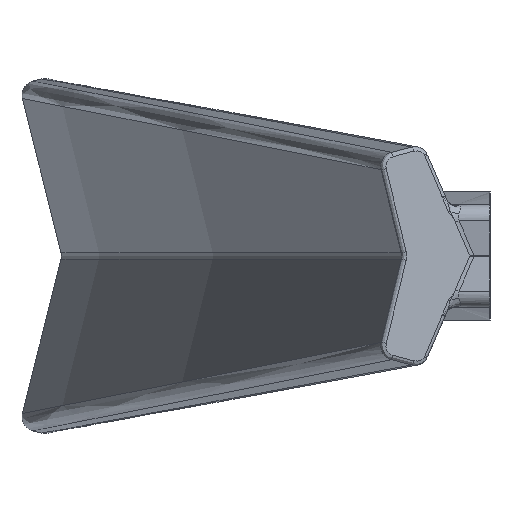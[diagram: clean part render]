
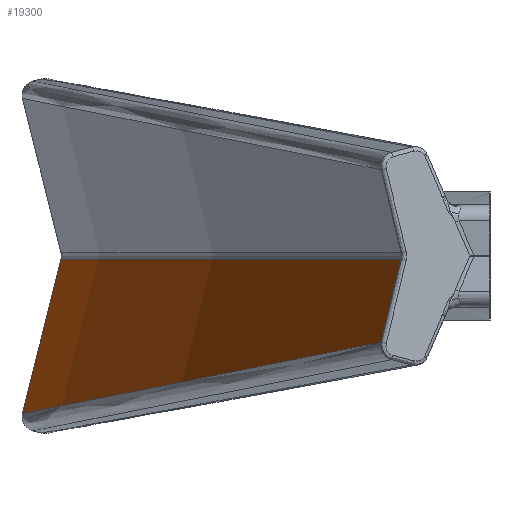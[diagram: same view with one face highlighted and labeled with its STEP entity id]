
A CAD part, left-side view. The second image highlights one B-rep face of the part: STEP entity #19300.
In plain terms, the highlighted conical face has half-angle 14.036 degrees and reference radius 682.791 mm.
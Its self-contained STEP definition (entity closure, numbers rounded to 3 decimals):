
#500=CARTESIAN_POINT('',(0.,-682.805,
-0.243));
#510=DIRECTION('',(0.,0.,-1.));
#520=DIRECTION('',(0.,1.,0.));
#530=AXIS2_PLACEMENT_3D('',#500,#510,#520);
#540=CIRCLE('',#530,682.866);
#550=CARTESIAN_POINT('',(-178.815,-23.767,
-0.243));
#560=VERTEX_POINT('',#550);
#570=CARTESIAN_POINT('',(178.815,-23.767,
-0.243));
#580=VERTEX_POINT('',#570);
#590=EDGE_CURVE('',#560,#580,#540,.T.);
#18660=CARTESIAN_POINT('',(0.,-682.805,
0.059));
#18670=DIRECTION('',(0.,0.,-1.));
#18680=DIRECTION('',(0.,-1.,0.));
#18690=AXIS2_PLACEMENT_3D('',#18660,#18670,#18680);
#18700=CONICAL_SURFACE('',#18690,682.791,0.245);
#18710=CARTESIAN_POINT('',(-179.196,-22.368,
-6.045));
#18720=DIRECTION('',(0.064,-0.234,
0.97));
#18730=VECTOR('',#18720,1.);
#18740=LINE('',#18710,#18730);
#18750=CARTESIAN_POINT('',(-179.196,-22.368,
-6.045));
#18760=VERTEX_POINT('',#18750);
#18770=EDGE_CURVE('',#18760,#560,#18740,.T.);
#18780=ORIENTED_EDGE('',*,*,#18770,.T.);
#18790=CARTESIAN_POINT('',(0.,2.757,
-11.03));
#18800=CARTESIAN_POINT('',(-7.572,2.757,
-11.03));
#18810=CARTESIAN_POINT('',(-15.145,2.626,
-11.004));
#18820=CARTESIAN_POINT('',(-30.273,2.098,
-10.901));
#18830=CARTESIAN_POINT('',(-37.828,1.703,
-10.824));
#18840=CARTESIAN_POINT('',(-52.92,0.65,
-10.617));
#18850=CARTESIAN_POINT('',(-60.458,-0.007,
-10.488));
#18860=CARTESIAN_POINT('',(-75.515,-1.587,
-10.177));
#18870=CARTESIAN_POINT('',(-83.026,-2.507,
-9.996));
#18880=CARTESIAN_POINT('',(-98.005,-4.608,
-9.581));
#18890=CARTESIAN_POINT('',(-105.474,-5.788,
-9.347));
#18900=CARTESIAN_POINT('',(-120.371,-8.41,
-8.827));
#18910=CARTESIAN_POINT('',(-127.802,-9.851,
-8.541));
#18920=CARTESIAN_POINT('',(-149.992,-14.558,
-7.605));
#18930=CARTESIAN_POINT('',(-164.658,-18.208,
-6.877));
#18940=CARTESIAN_POINT('',(-179.196,-22.368,
-6.045));
#18950=B_SPLINE_CURVE_WITH_KNOTS('',3,(#18790,#18800,#18810,#18820,
#18830,#18840,#18850,#18860,#18870,#18880,#18890,#18900,#18910,#18920,
#18930,#18940),.UNSPECIFIED.,.F.,.F.,(4,2,2,2,2,2,2,4),(0.,
0.023,0.045,0.068,
0.091,0.114,0.136,0.182),
.UNSPECIFIED.);
#18960=CARTESIAN_POINT('',(0.,2.757,
-11.03));
#18970=VERTEX_POINT('',#18960);
#18980=EDGE_CURVE('',#18970,#18760,#18950,.T.);
#18990=ORIENTED_EDGE('',*,*,#18980,.T.);
#19000=CARTESIAN_POINT('',(179.196,-22.368,
-6.045));
#19010=CARTESIAN_POINT('',(164.658,-18.207,
-6.877));
#19020=CARTESIAN_POINT('',(149.991,-14.558,
-7.605));
#19030=CARTESIAN_POINT('',(127.801,-9.851,
-8.541));
#19040=CARTESIAN_POINT('',(120.37,-8.409,
-8.827));
#19050=CARTESIAN_POINT('',(105.473,-5.788,
-9.347));
#19060=CARTESIAN_POINT('',(98.004,-4.608,
-9.581));
#19070=CARTESIAN_POINT('',(83.025,-2.507,
-9.996));
#19080=CARTESIAN_POINT('',(75.514,-1.587,
-10.177));
#19090=CARTESIAN_POINT('',(60.457,-0.007,
-10.488));
#19100=CARTESIAN_POINT('',(52.92,0.65,
-10.617));
#19110=CARTESIAN_POINT('',(37.828,1.703,
-10.824));
#19120=CARTESIAN_POINT('',(30.273,2.098,
-10.901));
#19130=CARTESIAN_POINT('',(15.145,2.626,
-11.004));
#19140=CARTESIAN_POINT('',(7.572,2.757,
-11.03));
#19150=CARTESIAN_POINT('',(0.,2.757,
-11.03));
#19160=B_SPLINE_CURVE_WITH_KNOTS('',3,(#19000,#19010,#19020,#19030,
#19040,#19050,#19060,#19070,#19080,#19090,#19100,#19110,#19120,#19130,
#19140,#19150),.UNSPECIFIED.,.F.,.F.,(4,2,2,2,2,2,2,4),(
0.,0.046,0.068,
0.091,0.114,0.137,0.159
,0.182),.UNSPECIFIED.);
#19170=CARTESIAN_POINT('',(179.196,-22.368,
-6.045));
#19180=VERTEX_POINT('',#19170);
#19190=EDGE_CURVE('',#19180,#18970,#19160,.T.);
#19200=ORIENTED_EDGE('',*,*,#19190,.T.);
#19210=CARTESIAN_POINT('',(178.815,-23.767,
-0.243));
#19220=DIRECTION('',(0.064,0.234,
-0.97));
#19230=VECTOR('',#19220,1.);
#19240=LINE('',#19210,#19230);
#19250=EDGE_CURVE('',#580,#19180,#19240,.T.);
#19260=ORIENTED_EDGE('',*,*,#19250,.T.);
#19270=ORIENTED_EDGE('',*,*,#590,.T.);
#19280=EDGE_LOOP('',(#19270,#19260,#19200,#18990,#18780));
#19290=FACE_OUTER_BOUND('',#19280,.T.);
#19300=ADVANCED_FACE('',(#19290),#18700,.T.);
